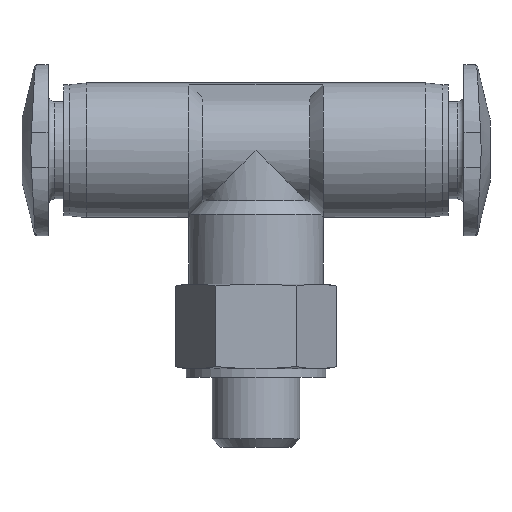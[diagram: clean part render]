
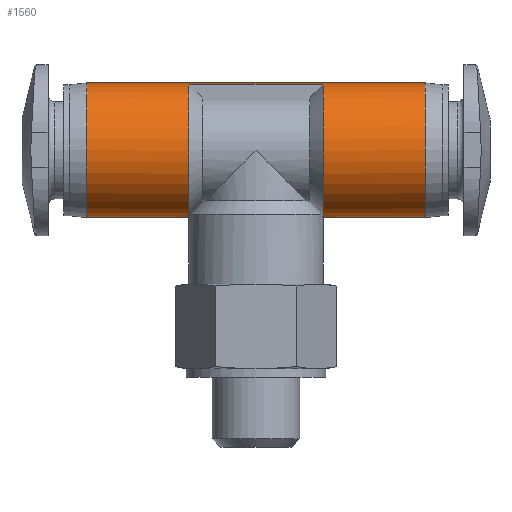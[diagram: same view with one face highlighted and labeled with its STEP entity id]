
A CAD part, top view. The second image highlights one B-rep face of the part: STEP entity #1560.
In plain terms, the highlighted cylindrical face has radius 3.85 mm (diameter 7.7 mm), a full revolution.
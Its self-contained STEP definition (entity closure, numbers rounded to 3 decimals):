
#32=CYLINDRICAL_SURFACE('',#1679,3.85);
#76=LINE('',#2388,#98);
#77=LINE('',#2389,#99);
#98=VECTOR('',#1896,1000.);
#99=VECTOR('',#1897,1000.);
#150=CIRCLE('',#1638,3.85);
#151=CIRCLE('',#1640,3.85);
#155=CIRCLE('',#1651,3.85);
#156=CIRCLE('',#1653,3.85);
#169=CIRCLE('',#1678,3.85);
#170=CIRCLE('',#1680,3.85);
#304=ORIENTED_EDGE('',*,*,#581,.F.);
#305=ORIENTED_EDGE('',*,*,#532,.F.);
#306=ORIENTED_EDGE('',*,*,#582,.F.);
#307=ORIENTED_EDGE('',*,*,#551,.T.);
#308=ORIENTED_EDGE('',*,*,#553,.T.);
#309=ORIENTED_EDGE('',*,*,#583,.T.);
#310=ORIENTED_EDGE('',*,*,#530,.F.);
#311=ORIENTED_EDGE('',*,*,#580,.T.);
#530=EDGE_CURVE('',#674,#671,#150,.T.);
#532=EDGE_CURVE('',#675,#674,#151,.T.);
#551=EDGE_CURVE('',#689,#691,#155,.T.);
#553=EDGE_CURVE('',#691,#692,#156,.T.);
#580=EDGE_CURVE('',#711,#711,#169,.T.);
#581=EDGE_CURVE('',#712,#712,#170,.T.);
#582=EDGE_CURVE('',#689,#675,#76,.T.);
#583=EDGE_CURVE('',#692,#671,#77,.T.);
#671=VERTEX_POINT('',#2192);
#674=VERTEX_POINT('',#2204);
#675=VERTEX_POINT('',#2211);
#689=VERTEX_POINT('',#2266);
#691=VERTEX_POINT('',#2276);
#692=VERTEX_POINT('',#2283);
#711=VERTEX_POINT('',#2384);
#712=VERTEX_POINT('',#2387);
#838=EDGE_LOOP('',(#304));
#839=EDGE_LOOP('',(#305,#306,#307,#308,#309,#310));
#840=EDGE_LOOP('',(#311));
#944=FACE_BOUND('',#838,.T.);
#945=FACE_BOUND('',#839,.T.);
#946=FACE_BOUND('',#840,.T.);
#1560=ADVANCED_FACE('',(#944,#945,#946),#32,.T.);
#1638=AXIS2_PLACEMENT_3D('',#2205,#1808,#1809);
#1640=AXIS2_PLACEMENT_3D('',#2213,#1812,#1813);
#1651=AXIS2_PLACEMENT_3D('',#2277,#1836,#1837);
#1653=AXIS2_PLACEMENT_3D('',#2284,#1840,#1841);
#1678=AXIS2_PLACEMENT_3D('',#2383,#1890,#1891);
#1679=AXIS2_PLACEMENT_3D('',#2385,#1892,#1893);
#1680=AXIS2_PLACEMENT_3D('',#2386,#1894,#1895);
#1808=DIRECTION('',(1.,0.,0.));
#1809=DIRECTION('',(0.,0.,-1.));
#1812=DIRECTION('',(1.,0.,0.));
#1813=DIRECTION('',(0.,0.,-1.));
#1836=DIRECTION('',(1.,0.,0.));
#1837=DIRECTION('',(0.,0.,-1.));
#1840=DIRECTION('',(1.,0.,0.));
#1841=DIRECTION('',(0.,0.,-1.));
#1890=DIRECTION('',(1.,0.,0.));
#1891=DIRECTION('',(0.,0.,-1.));
#1892=DIRECTION('',(1.,0.,0.));
#1893=DIRECTION('',(0.,0.,-1.));
#1894=DIRECTION('',(1.,0.,0.));
#1895=DIRECTION('',(0.,0.,-1.));
#1896=DIRECTION('',(-1.,0.,0.));
#1897=DIRECTION('',(-1.,0.,0.));
#2192=CARTESIAN_POINT('',(-3.85,3.776,-0.75));
#2204=CARTESIAN_POINT('',(-3.85,-3.85,0.));
#2205=CARTESIAN_POINT('',(-3.85,0.,0.));
#2211=CARTESIAN_POINT('',(-3.85,3.776,0.75));
#2213=CARTESIAN_POINT('',(-3.85,0.,0.));
#2266=CARTESIAN_POINT('',(3.85,3.776,0.75));
#2276=CARTESIAN_POINT('',(3.85,-3.85,0.));
#2277=CARTESIAN_POINT('',(3.85,0.,0.));
#2283=CARTESIAN_POINT('',(3.85,3.776,-0.75));
#2284=CARTESIAN_POINT('',(3.85,0.,0.));
#2383=CARTESIAN_POINT('',(-9.7,0.,0.));
#2384=CARTESIAN_POINT('',(-9.7,0.,-3.85));
#2385=CARTESIAN_POINT('',(13.4,0.,0.));
#2386=CARTESIAN_POINT('',(9.7,0.,0.));
#2387=CARTESIAN_POINT('',(9.7,0.,-3.85));
#2388=CARTESIAN_POINT('',(3.85,3.776,0.75));
#2389=CARTESIAN_POINT('',(3.85,3.776,-0.75));
